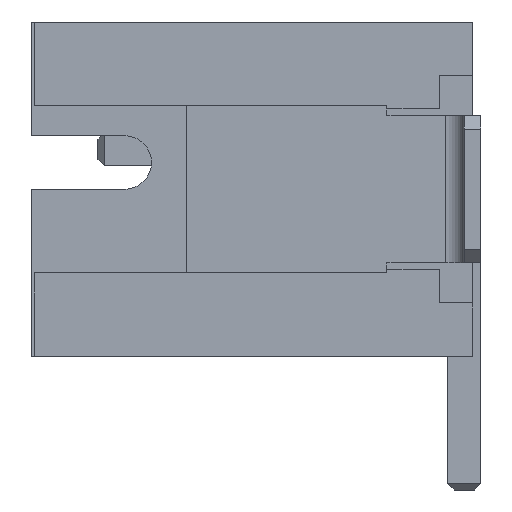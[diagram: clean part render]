
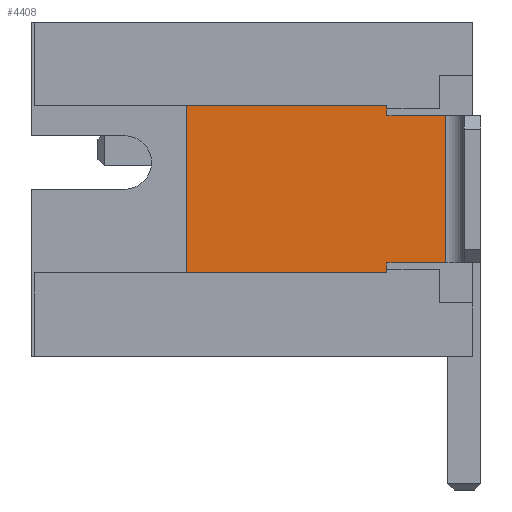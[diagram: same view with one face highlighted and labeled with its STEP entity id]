
A CAD part, left-side view. The second image highlights one B-rep face of the part: STEP entity #4408.
In plain terms, the highlighted planar face has unit normal (-1, 0, 0).
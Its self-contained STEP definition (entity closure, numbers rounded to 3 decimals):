
#476 = ORIENTED_EDGE ( 'NONE', *, *, #9105, .F. ) ;
#868 = VERTEX_POINT ( 'NONE', #8123 ) ;
#1109 = DIRECTION ( 'NONE',  ( 0., -1., 0. ) ) ;
#1114 = CARTESIAN_POINT ( 'NONE',  ( 0.275, 1.405, 1.1 ) ) ;
#1232 = AXIS2_PLACEMENT_3D ( 'NONE', #14247, #28663, #29147 ) ;
#1541 = LINE ( 'NONE', #31518, #2695 ) ;
#2616 = DIRECTION ( 'NONE',  ( 0., 0., 1. ) ) ;
#2695 = VECTOR ( 'NONE', #9404, 1000. ) ;
#2804 = DIRECTION ( 'NONE',  ( 0., 0., -1. ) ) ;
#3038 = CARTESIAN_POINT ( 'NONE',  ( 0.275, 1.405, -1.1 ) ) ;
#3113 = EDGE_CURVE ( 'NONE', #15442, #5034, #5325, .T. ) ;
#4257 = VECTOR ( 'NONE', #1109, 1000. ) ;
#4366 = CARTESIAN_POINT ( 'NONE',  ( 0.275, 1.405, -1.25 ) ) ;
#4408 = ADVANCED_FACE ( 'NONE', ( #26448 ), #18948, .F. ) ;
#4806 = LINE ( 'NONE', #17028, #15013 ) ;
#5034 = VERTEX_POINT ( 'NONE', #15705 ) ;
#5208 = VECTOR ( 'NONE', #2616, 1000. ) ;
#5325 = LINE ( 'NONE', #12432, #5208 ) ;
#5984 = EDGE_CURVE ( 'NONE', #5034, #29093, #6382, .T. ) ;
#6188 = ORIENTED_EDGE ( 'NONE', *, *, #11955, .T. ) ;
#6308 = VERTEX_POINT ( 'NONE', #22858 ) ;
#6382 = LINE ( 'NONE', #22738, #9343 ) ;
#6482 = EDGE_CURVE ( 'NONE', #15070, #23301, #12295, .T. ) ;
#8123 = CARTESIAN_POINT ( 'NONE',  ( 0.275, 1.405, 1.1 ) ) ;
#8253 = VECTOR ( 'NONE', #10807, 1000. ) ;
#9105 = EDGE_CURVE ( 'NONE', #868, #16731, #23068, .T. ) ;
#9343 = VECTOR ( 'NONE', #16020, 1000. ) ;
#9404 = DIRECTION ( 'NONE',  ( 0., 0., 1. ) ) ;
#9644 = DIRECTION ( 'NONE',  ( 0., 0., -1. ) ) ;
#10807 = DIRECTION ( 'NONE',  ( 0., -1., 0. ) ) ;
#11133 = DIRECTION ( 'NONE',  ( 0., 0., 1. ) ) ;
#11481 = VECTOR ( 'NONE', #12852, 1000. ) ;
#11678 = ORIENTED_EDGE ( 'NONE', *, *, #5984, .T. ) ;
#11955 = EDGE_CURVE ( 'NONE', #29093, #12537, #27713, .T. ) ;
#12295 = LINE ( 'NONE', #14808, #27291 ) ;
#12432 = CARTESIAN_POINT ( 'NONE',  ( 0.275, 1.405, -1.25 ) ) ;
#12484 = VECTOR ( 'NONE', #9644, 1000. ) ;
#12537 = VERTEX_POINT ( 'NONE', #26972 ) ;
#12852 = DIRECTION ( 'NONE',  ( 0., -1., 0. ) ) ;
#12929 = CARTESIAN_POINT ( 'NONE',  ( 0.275, 1.405, -1.25 ) ) ;
#13047 = CARTESIAN_POINT ( 'NONE',  ( 0.275, 1.405, 1.25 ) ) ;
#13162 = VERTEX_POINT ( 'NONE', #13047 ) ;
#13376 = CARTESIAN_POINT ( 'NONE',  ( 0.275, 4.405, -1.25 ) ) ;
#14247 = CARTESIAN_POINT ( 'NONE',  ( 0.275, 0.125, -2.5 ) ) ;
#14808 = CARTESIAN_POINT ( 'NONE',  ( 0.275, 4.405, -1.25 ) ) ;
#15001 = CARTESIAN_POINT ( 'NONE',  ( 0.275, 1.405, -1.25 ) ) ;
#15013 = VECTOR ( 'NONE', #19602, 1000. ) ;
#15070 = VERTEX_POINT ( 'NONE', #24023 ) ;
#15442 = VERTEX_POINT ( 'NONE', #15001 ) ;
#15463 = LINE ( 'NONE', #12929, #8253 ) ;
#15705 = CARTESIAN_POINT ( 'NONE',  ( 0.275, 1.405, -1.2 ) ) ;
#15763 = CARTESIAN_POINT ( 'NONE',  ( 0.275, 1.405, -1.1 ) ) ;
#16020 = DIRECTION ( 'NONE',  ( 0., 0., 1. ) ) ;
#16563 = ORIENTED_EDGE ( 'NONE', *, *, #29224, .T. ) ;
#16731 = VERTEX_POINT ( 'NONE', #21521 ) ;
#17028 = CARTESIAN_POINT ( 'NONE',  ( 0.275, 1.405, 1.25 ) ) ;
#17927 = EDGE_CURVE ( 'NONE', #6308, #13162, #28414, .T. ) ;
#18948 = PLANE ( 'NONE',  #1232 ) ;
#19602 = DIRECTION ( 'NONE',  ( 0., 1., 0. ) ) ;
#19640 = ORIENTED_EDGE ( 'NONE', *, *, #27843, .T. ) ;
#20997 = EDGE_LOOP ( 'NONE', ( #30975, #21519, #11678, #6188, #30101, #476, #19640, #27772, #16563, #28043 ) ) ;
#21519 = ORIENTED_EDGE ( 'NONE', *, *, #3113, .T. ) ;
#21521 = CARTESIAN_POINT ( 'NONE',  ( 0.275, 0.525, 1.1 ) ) ;
#21790 = LINE ( 'NONE', #31596, #12484 ) ;
#22738 = CARTESIAN_POINT ( 'NONE',  ( 0.275, 1.405, -1.25 ) ) ;
#22858 = CARTESIAN_POINT ( 'NONE',  ( 0.275, 1.405, 1.2 ) ) ;
#23068 = LINE ( 'NONE', #1114, #11481 ) ;
#23301 = VERTEX_POINT ( 'NONE', #13376 ) ;
#24023 = CARTESIAN_POINT ( 'NONE',  ( 0.275, 4.405, 1.25 ) ) ;
#24174 = EDGE_CURVE ( 'NONE', #23301, #15442, #15463, .T. ) ;
#26448 = FACE_OUTER_BOUND ( 'NONE', #20997, .T. ) ;
#26972 = CARTESIAN_POINT ( 'NONE',  ( 0.275, 0.525, -1.1 ) ) ;
#27291 = VECTOR ( 'NONE', #2804, 1000. ) ;
#27713 = LINE ( 'NONE', #3038, #4257 ) ;
#27772 = ORIENTED_EDGE ( 'NONE', *, *, #17927, .T. ) ;
#27843 = EDGE_CURVE ( 'NONE', #868, #6308, #1541, .T. ) ;
#28013 = VECTOR ( 'NONE', #11133, 1000. ) ;
#28043 = ORIENTED_EDGE ( 'NONE', *, *, #6482, .T. ) ;
#28414 = LINE ( 'NONE', #4366, #28013 ) ;
#28663 = DIRECTION ( 'NONE',  ( 1., 0., 0. ) ) ;
#29093 = VERTEX_POINT ( 'NONE', #15763 ) ;
#29147 = DIRECTION ( 'NONE',  ( 0., 0., -1. ) ) ;
#29224 = EDGE_CURVE ( 'NONE', #13162, #15070, #4806, .T. ) ;
#30101 = ORIENTED_EDGE ( 'NONE', *, *, #31632, .F. ) ;
#30975 = ORIENTED_EDGE ( 'NONE', *, *, #24174, .T. ) ;
#31518 = CARTESIAN_POINT ( 'NONE',  ( 0.275, 1.405, -1.25 ) ) ;
#31596 = CARTESIAN_POINT ( 'NONE',  ( 0.275, 0.525, -1.1 ) ) ;
#31632 = EDGE_CURVE ( 'NONE', #16731, #12537, #21790, .T. ) ;
